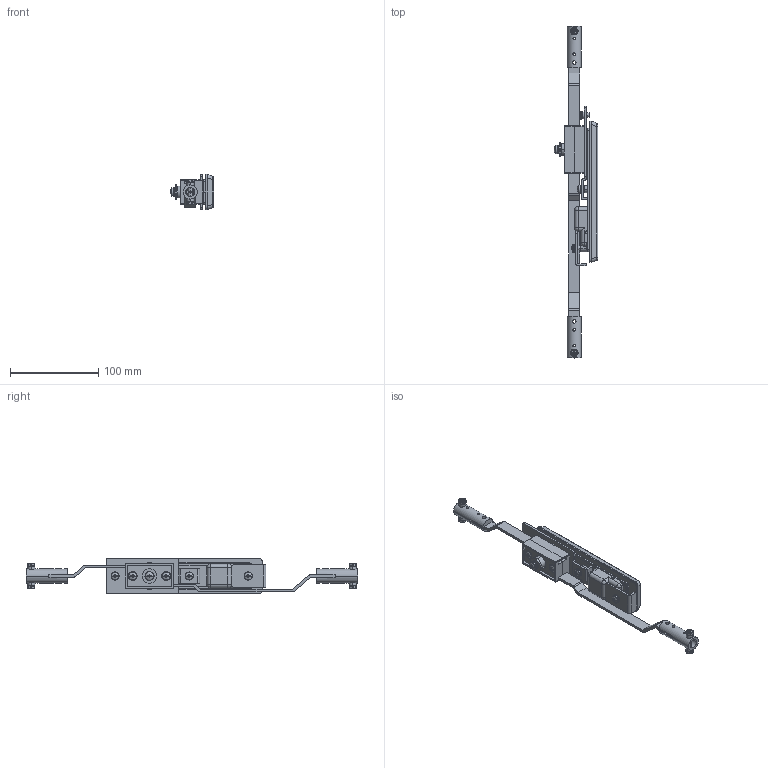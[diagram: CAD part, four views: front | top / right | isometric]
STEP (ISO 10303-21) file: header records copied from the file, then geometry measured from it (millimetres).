
FILE_DESCRIPTION (( 'STEP AP203' ), '1' );
FILE_NAME ('AC-100-E-TAK60.STEP', '2020-06-18T02:29:32', ( '' ), ( '' ), 'SwSTEP 2.0', 'SolidWorks 2018', '' );
FILE_SCHEMA (( 'CONFIG_CONTROL_DESIGN' ));
Length unit declared in the file: millimetre
Products named in the file (25): AC-100-Eボタン_; AC-100-E僊傾働乕僗__僊傾働乕僗B; 十字穴付なべねじM5(SW付)_M5×20; AC-100-Eハンドル_; AC-100-E僕儑僀儞僩_; AC-100-E本体_; AC-100-Eパッキン_; AC-100-E僗儔僀僪僶乕A_; AC-100-E僕儑僀儞僩儘僢僩_; AC-100-E取付板B_; 十字穴付なべねじM5(SW付)_M5 x 10; AC-100-E角ワッシャー_; 廫帤寠晅側傋偹偠M5_M5亊20; AC-100-E-TAK60; AC-100-E僗儔僀僪僶乕B_; 暯儚僢僔儍乕M5暲娵_M5-冇10-冇5.3亊t1; AC-100-E儃僞儞僔儍僼僩_; AC-100-E僊傾働乕僗__僊傾働乕僗A; スプリングワッシャーM5_JIS B 1251 No.2 5; AC-100-Eシャフト_; AC-100-E_僊傾働乕僗Assy_CLOSE; 廫帤寠晅偒榋妏儃儖僩M5_M5亊10; 十字穴付なべねじM5（平W・SW付）_M5×15; AC-100-E取付板A_; ダミーローター__#TAK60-4_
Assembly tree (31 placements, depth 3):
  AC-100-E-TAK60
    AC-100-E本体_
    AC-100-Eハンドル_
    AC-100-Eシャフト_
    AC-100-Eボタン_
    AC-100-E取付板A_
    AC-100-E取付板B_
    AC-100-Eパッキン_
    AC-100-E僕儑僀儞僩_
    十字穴付なべねじM5(SW付)_M5 x 10  x3
    十字穴付なべねじM5(SW付)_M5×20  x2
    AC-100-E角ワッシャー_
    十字穴付なべねじM5（平W・SW付）_M5×15
      廫帤寠晅側傋偹偠M5_M5亊20
      スプリングワッシャーM5_JIS B 1251 No.2 5
      暯儚僢僔儍乕M5暲娵_M5-冇10-冇5.3亊t1
    ダミーローター__#TAK60-4_
    AC-100-E儃僞儞僔儍僼僩_
    AC-100-E_僊傾働乕僗Assy_CLOSE
      AC-100-E僊傾働乕僗__僊傾働乕僗B
      AC-100-E僊傾働乕僗__僊傾働乕僗A
      AC-100-E僗儔僀僪僶乕A_
      AC-100-E僕儑僀儞僩儘僢僩_  x2
      廫帤寠晅偒榋妏儃儖僩M5_M5亊10  x4
      AC-100-E僗儔僀僪僶乕B_
Bounding box: 49.63 x 376.5 x 40 mm (x, y, z)
Volume: 131890.4 mm3; surface area: 94215.7 mm2
Topology: 29 solids, 29 shells, 1021 faces, 2503 edges, 1584 vertices
Faces by surface type: plane 476, cylinder 407, torus 56, bspline 30, cone 28, sphere 24
Entity records: 28566 total; most frequent: CARTESIAN_POINT 6837, DIRECTION 4138, ORIENTED_EDGE 3814, EDGE_CURVE 1907, AXIS2_PLACEMENT_3D 1577, VERTEX_POINT 1212, LINE 984, VECTOR 984
